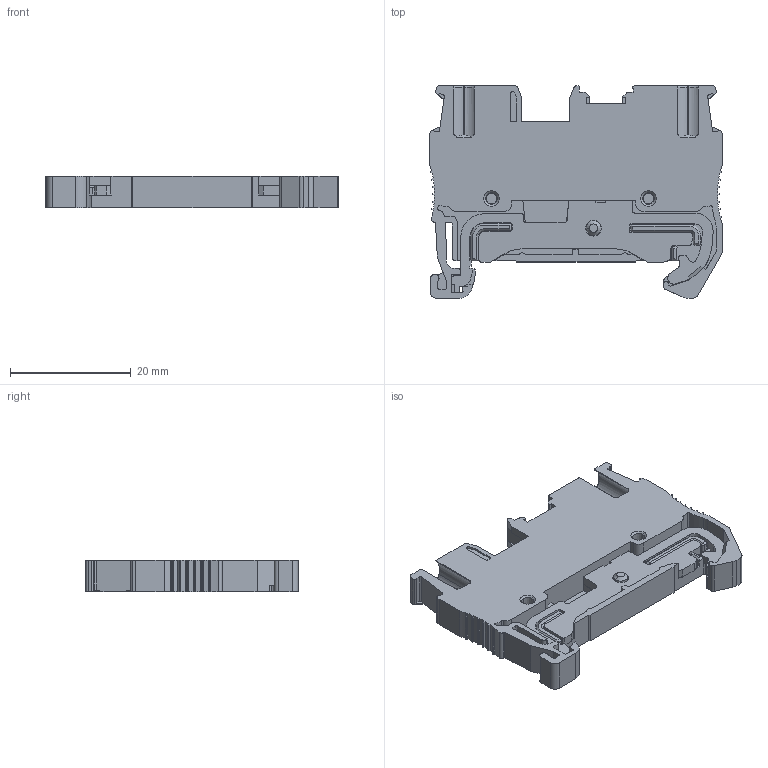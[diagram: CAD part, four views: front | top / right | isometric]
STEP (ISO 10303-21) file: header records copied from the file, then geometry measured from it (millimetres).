
FILE_DESCRIPTION((''),'2;1');
FILE_NAME('PRT0001','2022-11-29T16:03:33',('Administrator'),(''),'CREO PARAMETRIC BY PTC INC, 2016510','CREO PARAMETRIC BY PTC INC, 2016510','');
FILE_SCHEMA(('CONFIG_CONTROL_DESIGN','SHAPE_APPEARANCE_LAYERS_GROUPS'));
Length unit declared in the file: millimetre
Products named in the file (1): PRT0001
Bounding box: 48.5 x 35.2 x 5.2 mm (x, y, z)
Volume: 5646.1 mm3; surface area: 5449.6 mm2
Topology: 1 solids, 1 shells, 705 faces, 2065 edges, 1363 vertices
Faces by surface type: plane 421, cylinder 236, cone 22, torus 12, bspline 10, revolution 4
Entity records: 30279 total; most frequent: CARTESIAN_POINT 4873, ORIENTED_EDGE 4114, DIRECTION 3868, PRESENTATION_STYLE_ASSIGNMENT 2073, STYLED_ITEM 2058, CURVE_STYLE 2057, EDGE_CURVE 2057, VECTOR 1408
